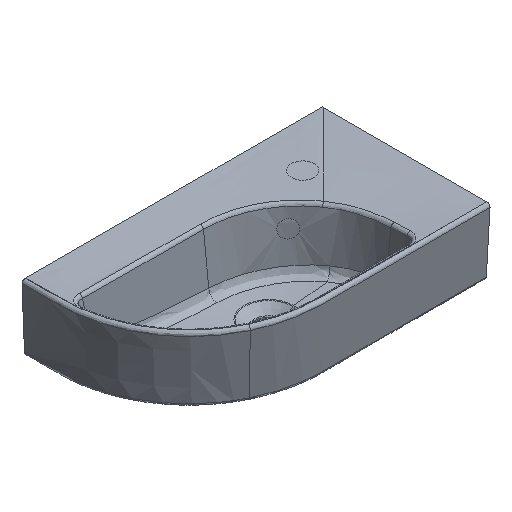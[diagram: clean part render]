
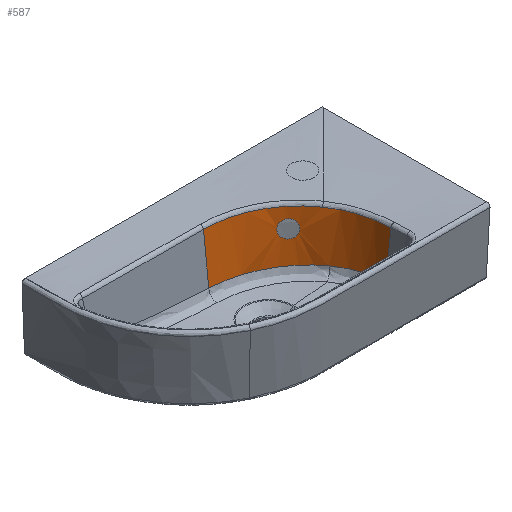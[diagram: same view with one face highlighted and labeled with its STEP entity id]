
A CAD part, isometric view. The second image highlights one B-rep face of the part: STEP entity #587.
In plain terms, the highlighted free-form (B-spline) face has degree [1, 3] with [2, 18] control points.
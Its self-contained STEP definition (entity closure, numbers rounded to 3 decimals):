
#407=FACE_BOUND('',#1098,.T.);
#408=FACE_BOUND('',#1099,.T.);
#419=LINE('',#4537,#502);
#420=LINE('',#4562,#503);
#502=VECTOR('',#3992,1.);
#503=VECTOR('',#3993,1.);
#587=ADVANCED_FACE('',(#407,#408),#833,.F.);
#833=B_SPLINE_SURFACE_WITH_KNOTS('',1,3,((#4615,#4616,#4617,#4618,#4619,
#4620,#4621,#4622,#4623,#4624,#4625,#4626,#4627,#4628,#4629,#4630,#4631,
#4632),(#4633,#4634,#4635,#4636,#4637,#4638,#4639,#4640,#4641,#4642,#4643,
#4644,#4645,#4646,#4647,#4648,#4649,#4650)),.UNSPECIFIED.,.F.,.F.,.F.,(2,
2),(4,2,2,2,2,2,2,2,4),(0.,1.),(0.,0.125,0.25,0.375,0.5,0.625,0.75,0.875,
1.),.UNSPECIFIED.);
#1098=EDGE_LOOP('',(#1350,#1351,#1352,#1353,#1354,#1355));
#1099=EDGE_LOOP('',(#1356));
#1350=ORIENTED_EDGE('',*,*,#2849,.T.);
#1351=ORIENTED_EDGE('',*,*,#2850,.T.);
#1352=ORIENTED_EDGE('',*,*,#2851,.T.);
#1353=ORIENTED_EDGE('',*,*,#2852,.F.);
#1354=ORIENTED_EDGE('',*,*,#2853,.T.);
#1355=ORIENTED_EDGE('',*,*,#2854,.T.);
#1356=ORIENTED_EDGE('',*,*,#2855,.T.);
#2508=VERTEX_POINT('',#4538);
#2509=VERTEX_POINT('',#4539);
#2510=VERTEX_POINT('',#4548);
#2511=VERTEX_POINT('',#4561);
#2512=VERTEX_POINT('',#4563);
#2513=VERTEX_POINT('',#4582);
#2514=VERTEX_POINT('',#4614);
#2849=EDGE_CURVE('',#2508,#2509,#419,.T.);
#2850=EDGE_CURVE('',#2509,#2510,#3428,.T.);
#2851=EDGE_CURVE('',#2510,#2511,#3429,.T.);
#2852=EDGE_CURVE('',#2512,#2511,#420,.T.);
#2853=EDGE_CURVE('',#2512,#2513,#3430,.T.);
#2854=EDGE_CURVE('',#2513,#2508,#3431,.T.);
#2855=EDGE_CURVE('',#2514,#2514,#3432,.T.);
#3428=B_SPLINE_CURVE_WITH_KNOTS('',3,(#4540,#4541,#4542,#4543,#4544,#4545,
#4546,#4547),.UNSPECIFIED.,.F.,.F.,(4,2,2,4),(0.,0.25,0.5,1.),
 .UNSPECIFIED.);
#3429=B_SPLINE_CURVE_WITH_KNOTS('',3,(#4549,#4550,#4551,#4552,#4553,#4554,
#4555,#4556,#4557,#4558,#4559,#4560),.UNSPECIFIED.,.F.,.F.,(4,2,2,2,2,4),
(0.,0.25,0.375,0.5,0.75,1.),.UNSPECIFIED.);
#3430=B_SPLINE_CURVE_WITH_KNOTS('',3,(#4564,#4565,#4566,#4567,#4568,#4569,
#4570,#4571,#4572,#4573,#4574,#4575,#4576,#4577,#4578,#4579,#4580,#4581),
 .UNSPECIFIED.,.F.,.F.,(4,2,2,2,2,2,2,2,4),(0.,0.063,0.125,0.25,0.375,
0.5,0.625,0.75,1.),.UNSPECIFIED.);
#3431=B_SPLINE_CURVE_WITH_KNOTS('',3,(#4583,#4584,#4585,#4586,#4587,#4588),
 .UNSPECIFIED.,.F.,.F.,(4,2,4),(0.,0.5,1.),.UNSPECIFIED.);
#3432=B_SPLINE_CURVE_WITH_KNOTS('',3,(#4589,#4590,#4591,#4592,#4593,#4594,
#4595,#4596,#4597,#4598,#4599,#4600,#4601,#4602,#4603,#4604,#4605,#4606,
#4607,#4608,#4609,#4610,#4611,#4612,#4613),.UNSPECIFIED.,.T.,.F.,(1,3,3,
3,3,3,3,3,3,3,1),(-0.125,0.,0.125,0.25,0.375,0.5,0.625,0.75,0.875,1.,1.125),
 .UNSPECIFIED.);
#3992=DIRECTION('',(0.11,0.,0.994));
#3993=DIRECTION('',(0.,0.11,0.994));
#4537=CARTESIAN_POINT('',(161.,-76.,98.5));
#4538=CARTESIAN_POINT('',(152.92,-76.,25.317));
#4539=CARTESIAN_POINT('',(160.339,-76.,92.516));
#4540=CARTESIAN_POINT('',(160.339,-76.,92.516));
#4541=CARTESIAN_POINT('',(160.313,-68.963,92.276));
#4542=CARTESIAN_POINT('',(159.776,-61.958,92.112));
#4543=CARTESIAN_POINT('',(157.685,-48.046,92.043));
#4544=CARTESIAN_POINT('',(156.113,-41.13,92.106));
#4545=CARTESIAN_POINT('',(149.9,-21.035,92.174));
#4546=CARTESIAN_POINT('',(143.841,-8.529,92.141));
#4547=CARTESIAN_POINT('',(135.83,3.07,92.139));
#4548=CARTESIAN_POINT('',(135.83,3.07,92.139));
#4549=CARTESIAN_POINT('',(135.83,3.07,92.14));
#4550=CARTESIAN_POINT('',(129.138,12.759,92.138));
#4551=CARTESIAN_POINT('',(121.34,21.431,92.138));
#4552=CARTESIAN_POINT('',(108.02,32.946,92.141));
#4553=CARTESIAN_POINT('',(103.337,36.505,92.144));
#4554=CARTESIAN_POINT('',(93.671,42.956,92.149));
#4555=CARTESIAN_POINT('',(88.661,45.867,92.153));
#4556=CARTESIAN_POINT('',(73.124,53.695,92.163));
#4557=CARTESIAN_POINT('',(61.945,57.72,92.173));
#4558=CARTESIAN_POINT('',(39.304,62.987,92.172));
#4559=CARTESIAN_POINT('',(27.762,64.302,92.174));
#4560=CARTESIAN_POINT('',(16.,64.302,92.174));
#4561=CARTESIAN_POINT('',(16.,64.302,92.174));
#4562=CARTESIAN_POINT('',(16.,65.,98.5));
#4563=CARTESIAN_POINT('',(16.,56.195,18.744));
#4564=CARTESIAN_POINT('',(16.,56.195,18.744));
#4565=CARTESIAN_POINT('',(18.929,56.187,18.67));
#4566=CARTESIAN_POINT('',(21.921,56.089,18.602));
#4567=CARTESIAN_POINT('',(27.799,55.72,18.483));
#4568=CARTESIAN_POINT('',(30.723,55.449,18.432));
#4569=CARTESIAN_POINT('',(39.451,54.374,18.305));
#4570=CARTESIAN_POINT('',(45.212,53.31,18.255));
#4571=CARTESIAN_POINT('',(56.613,50.468,18.231));
#4572=CARTESIAN_POINT('',(62.295,48.676,18.257));
#4573=CARTESIAN_POINT('',(73.312,44.408,18.388));
#4574=CARTESIAN_POINT('',(78.635,41.945,18.49));
#4575=CARTESIAN_POINT('',(88.917,36.372,18.769));
#4576=CARTESIAN_POINT('',(93.875,33.259,18.944));
#4577=CARTESIAN_POINT('',(103.409,26.356,19.361));
#4578=CARTESIAN_POINT('',(108.007,22.543,19.607));
#4579=CARTESIAN_POINT('',(120.8,10.39,20.4));
#4580=CARTESIAN_POINT('',(128.149,1.275,21.012));
#4581=CARTESIAN_POINT('',(134.263,-8.906,21.64));
#4582=CARTESIAN_POINT('',(134.263,-8.906,21.64));
#4583=CARTESIAN_POINT('',(134.263,-8.906,21.64));
#4584=CARTESIAN_POINT('',(140.355,-19.051,22.265));
#4585=CARTESIAN_POINT('',(144.942,-29.781,22.877));
#4586=CARTESIAN_POINT('',(151.22,-52.362,24.102));
#4587=CARTESIAN_POINT('',(152.854,-64.223,24.715));
#4588=CARTESIAN_POINT('',(152.92,-76.,25.317));
#4589=CARTESIAN_POINT('',(117.976,19.815,64.637));
#4590=CARTESIAN_POINT('',(117.742,19.534,61.339));
#4591=CARTESIAN_POINT('',(116.591,20.215,58.164));
#4592=CARTESIAN_POINT('',(114.726,21.636,55.819));
#4593=CARTESIAN_POINT('',(112.861,23.057,53.474));
#4594=CARTESIAN_POINT('',(110.42,25.084,52.151));
#4595=CARTESIAN_POINT('',(107.876,27.21,52.148));
#4596=CARTESIAN_POINT('',(105.332,29.337,52.146));
#4597=CARTESIAN_POINT('',(102.899,31.387,53.469));
#4598=CARTESIAN_POINT('',(101.169,32.974,55.813));
#4599=CARTESIAN_POINT('',(99.439,34.561,58.158));
#4600=CARTESIAN_POINT('',(98.568,35.575,61.342));
#4601=CARTESIAN_POINT('',(98.8,35.855,64.629));
#4602=CARTESIAN_POINT('',(99.032,36.136,67.915));
#4603=CARTESIAN_POINT('',(100.35,35.662,71.067));
#4604=CARTESIAN_POINT('',(102.404,34.473,73.38));
#4605=CARTESIAN_POINT('',(104.458,33.284,75.693));
#4606=CARTESIAN_POINT('',(107.074,31.456,76.994));
#4607=CARTESIAN_POINT('',(109.619,29.329,76.997));
#4608=CARTESIAN_POINT('',(112.164,27.202,77.001));
#4609=CARTESIAN_POINT('',(114.428,24.952,75.71));
#4610=CARTESIAN_POINT('',(115.968,23.134,73.397));
#4611=CARTESIAN_POINT('',(117.508,21.315,71.084));
#4612=CARTESIAN_POINT('',(118.211,20.096,67.94));
#4613=CARTESIAN_POINT('',(117.976,19.815,64.637));
#4614=CARTESIAN_POINT('',(117.976,19.815,64.637));
#4615=CARTESIAN_POINT('',(161.,-76.,98.5));
#4616=CARTESIAN_POINT('',(161.,-67.494,98.5));
#4617=CARTESIAN_POINT('',(160.241,-58.719,98.5));
#4618=CARTESIAN_POINT('',(156.937,-41.052,98.5));
#4619=CARTESIAN_POINT('',(154.391,-32.159,98.5));
#4620=CARTESIAN_POINT('',(147.393,-14.769,98.5));
#4621=CARTESIAN_POINT('',(142.94,-6.275,98.5));
#4622=CARTESIAN_POINT('',(132.222,9.759,98.5));
#4623=CARTESIAN_POINT('',(125.958,17.295,98.5));
#4624=CARTESIAN_POINT('',(111.942,30.925,98.5));
#4625=CARTESIAN_POINT('',(104.192,37.016,98.5));
#4626=CARTESIAN_POINT('',(87.703,47.438,98.5));
#4627=CARTESIAN_POINT('',(78.968,51.768,98.5));
#4628=CARTESIAN_POINT('',(61.085,58.573,98.5));
#4629=CARTESIAN_POINT('',(51.939,61.049,98.5));
#4630=CARTESIAN_POINT('',(33.771,64.261,98.5));
#4631=CARTESIAN_POINT('',(24.748,65.,98.5));
#4632=CARTESIAN_POINT('',(16.,65.,98.5));
#4633=CARTESIAN_POINT('',(146.03,-76.,-37.1));
#4634=CARTESIAN_POINT('',(146.03,-68.379,-37.1));
#4635=CARTESIAN_POINT('',(145.349,-60.53,-37.1));
#4636=CARTESIAN_POINT('',(142.398,-44.745,-37.1));
#4637=CARTESIAN_POINT('',(140.125,-36.808,-37.1));
#4638=CARTESIAN_POINT('',(133.883,-21.297,-37.1));
#4639=CARTESIAN_POINT('',(129.913,-13.726,-37.1));
#4640=CARTESIAN_POINT('',(120.357,0.571,-37.1));
#4641=CARTESIAN_POINT('',(114.771,7.293,-37.1));
#4642=CARTESIAN_POINT('',(102.256,19.462,-37.1));
#4643=CARTESIAN_POINT('',(95.33,24.907,-37.1));
#4644=CARTESIAN_POINT('',(80.568,34.238,-37.1));
#4645=CARTESIAN_POINT('',(72.736,38.122,-37.1));
#4646=CARTESIAN_POINT('',(56.669,44.236,-37.1));
#4647=CARTESIAN_POINT('',(48.438,46.466,-37.1));
#4648=CARTESIAN_POINT('',(32.059,49.362,-37.1));
#4649=CARTESIAN_POINT('',(23.91,50.03,-37.1));
#4650=CARTESIAN_POINT('',(16.,50.03,-37.1));
